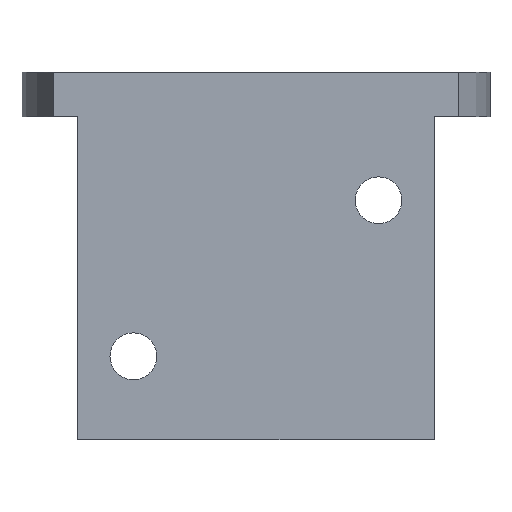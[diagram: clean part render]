
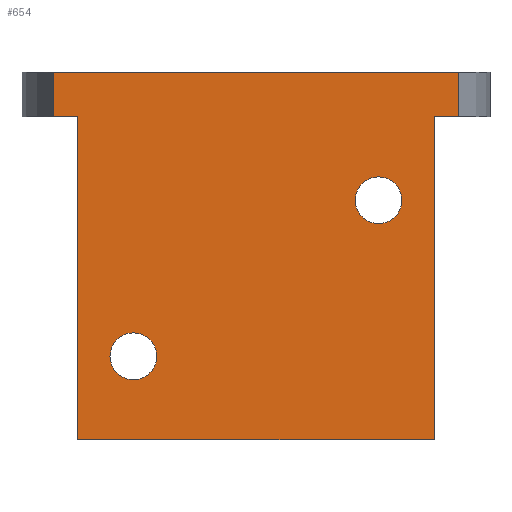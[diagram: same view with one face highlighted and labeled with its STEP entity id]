
A CAD part, front view. The second image highlights one B-rep face of the part: STEP entity #654.
In plain terms, the highlighted planar face has unit normal (0, -1, 0).
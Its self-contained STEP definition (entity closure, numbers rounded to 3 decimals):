
#12 = ORIENTED_EDGE ( 'NONE', *, *, #861, .T. ) ;
#35 = ORIENTED_EDGE ( 'NONE', *, *, #892, .F. ) ;
#39 = ORIENTED_EDGE ( 'NONE', *, *, #885, .F. ) ;
#51 = VERTEX_POINT ( 'NONE', #476 ) ;
#54 = VERTEX_POINT ( 'NONE', #489 ) ;
#56 = VERTEX_POINT ( 'NONE', #493 ) ;
#61 = VERTEX_POINT ( 'NONE', #460 ) ;
#66 = VERTEX_POINT ( 'NONE', #487 ) ;
#70 = VERTEX_POINT ( 'NONE', #490 ) ;
#72 = VERTEX_POINT ( 'NONE', #461 ) ;
#73 = VERTEX_POINT ( 'NONE', #488 ) ;
#74 = VERTEX_POINT ( 'NONE', #480 ) ;
#76 = VERTEX_POINT ( 'NONE', #481 ) ;
#77 = VERTEX_POINT ( 'NONE', #484 ) ;
#90 = VERTEX_POINT ( 'NONE', #456 ) ;
#98 = CARTESIAN_POINT ( 'NONE',  ( -16., 15.881, -4. ) ) ;
#99 = DIRECTION ( 'NONE',  ( 0., 0., -1. ) ) ;
#100 = DIRECTION ( 'NONE',  ( 0., 0., 1. ) ) ;
#101 = DIRECTION ( 'NONE',  ( 0., 0., -1. ) ) ;
#104 = DIRECTION ( 'NONE',  ( 0., -1., 0. ) ) ;
#105 = CARTESIAN_POINT ( 'NONE',  ( -11., 15.881, -25.5 ) ) ;
#108 = DIRECTION ( 'NONE',  ( 0., 0., -1. ) ) ;
#111 = DIRECTION ( 'NONE',  ( 0., -1., 0. ) ) ;
#112 = CARTESIAN_POINT ( 'NONE',  ( 18.187, 15.881, -33. ) ) ;
#113 = DIRECTION ( 'NONE',  ( 1., 0., 0. ) ) ;
#121 = CARTESIAN_POINT ( 'NONE',  ( 16., 15.881, -4. ) ) ;
#126 = CARTESIAN_POINT ( 'NONE',  ( -11., 15.881, -25.5 ) ) ;
#130 = DIRECTION ( 'NONE',  ( 0., -1., 0. ) ) ;
#132 = DIRECTION ( 'NONE',  ( 1., 0., 0. ) ) ;
#134 = CARTESIAN_POINT ( 'NONE',  ( -16., 15.881, -4. ) ) ;
#137 = CARTESIAN_POINT ( 'NONE',  ( 18.187, 15.881, -33. ) ) ;
#141 = DIRECTION ( 'NONE',  ( 1., 0., 0. ) ) ;
#159 = CARTESIAN_POINT ( 'NONE',  ( 18.187, 15.881, 0. ) ) ;
#162 = DIRECTION ( 'NONE',  ( 0., 0., 1. ) ) ;
#165 = DIRECTION ( 'NONE',  ( 0., 0., 1. ) ) ;
#166 = DIRECTION ( 'NONE',  ( 0., 0., -1. ) ) ;
#167 = CARTESIAN_POINT ( 'NONE',  ( -18.187, 15.881, -33. ) ) ;
#168 = CARTESIAN_POINT ( 'NONE',  ( 11., 15.881, -11.5 ) ) ;
#227 = DIRECTION ( 'NONE',  ( 1., 0., 0. ) ) ;
#239 = CARTESIAN_POINT ( 'NONE',  ( 19.969, 15.881, -4. ) ) ;
#249 = CARTESIAN_POINT ( 'NONE',  ( 11., 15.881, -11.5 ) ) ;
#264 = DIRECTION ( 'NONE',  ( 0., 0., -1. ) ) ;
#265 = DIRECTION ( 'NONE',  ( 0., -1., 0. ) ) ;
#289 = VECTOR ( 'NONE', #227, 1000. ) ;
#301 = FACE_BOUND ( 'NONE', #615, .T. ) ;
#303 = FACE_OUTER_BOUND ( 'NONE', #621, .T. ) ;
#305 = FACE_BOUND ( 'NONE', #614, .T. ) ;
#350 = LINE ( 'NONE', #239, #289 ) ;
#359 = ORIENTED_EDGE ( 'NONE', *, *, #880, .F. ) ;
#361 = ORIENTED_EDGE ( 'NONE', *, *, #865, .F. ) ;
#366 = ORIENTED_EDGE ( 'NONE', *, *, #879, .T. ) ;
#368 = ORIENTED_EDGE ( 'NONE', *, *, #889, .T. ) ;
#372 = ORIENTED_EDGE ( 'NONE', *, *, #897, .F. ) ;
#373 = ORIENTED_EDGE ( 'NONE', *, *, #901, .T. ) ;
#380 = ORIENTED_EDGE ( 'NONE', *, *, #896, .T. ) ;
#383 = ORIENTED_EDGE ( 'NONE', *, *, #877, .T. ) ;
#385 = ORIENTED_EDGE ( 'NONE', *, *, #900, .F. ) ;
#456 = CARTESIAN_POINT ( 'NONE',  ( 16., 15.881, -4. ) ) ;
#460 = CARTESIAN_POINT ( 'NONE',  ( 18.187, 15.881, -4. ) ) ;
#461 = CARTESIAN_POINT ( 'NONE',  ( -11., 15.881, -23.4 ) ) ;
#476 = CARTESIAN_POINT ( 'NONE',  ( 18.187, 15.881, 0. ) ) ;
#480 = CARTESIAN_POINT ( 'NONE',  ( 11., 15.881, -13.6 ) ) ;
#481 = CARTESIAN_POINT ( 'NONE',  ( -18.187, 15.881, -4. ) ) ;
#484 = CARTESIAN_POINT ( 'NONE',  ( -18.187, 15.881, 0. ) ) ;
#487 = CARTESIAN_POINT ( 'NONE',  ( 11., 15.881, -9.4 ) ) ;
#488 = CARTESIAN_POINT ( 'NONE',  ( -16., 15.881, -33. ) ) ;
#489 = CARTESIAN_POINT ( 'NONE',  ( -16., 15.881, -4. ) ) ;
#490 = CARTESIAN_POINT ( 'NONE',  ( 16., 15.881, -33. ) ) ;
#493 = CARTESIAN_POINT ( 'NONE',  ( -11., 15.881, -27.6 ) ) ;
#541 = DIRECTION ( 'NONE',  ( 0., -1., 0. ) ) ;
#547 = PLANE ( 'NONE',  #835 ) ;
#549 = CARTESIAN_POINT ( 'NONE',  ( 18.187, 15.881, -33. ) ) ;
#566 = DIRECTION ( 'NONE',  ( 0., 0., -1. ) ) ;
#614 = EDGE_LOOP ( 'NONE', ( #361, #35 ) ) ;
#615 = EDGE_LOOP ( 'NONE', ( #39, #359 ) ) ;
#621 = EDGE_LOOP ( 'NONE', ( #12, #380, #372, #385, #373, #383, #368, #366 ) ) ;
#654 = ADVANCED_FACE ( 'NONE', ( #303, #301, #305 ), #547, .T. ) ;
#710 = AXIS2_PLACEMENT_3D ( 'NONE', #249, #265, #264 ) ;
#715 = AXIS2_PLACEMENT_3D ( 'NONE', #126, #104, #101 ) ;
#723 = AXIS2_PLACEMENT_3D ( 'NONE', #105, #111, #99 ) ;
#735 = AXIS2_PLACEMENT_3D ( 'NONE', #168, #130, #166 ) ;
#750 = CIRCLE ( 'NONE', #735, 2.1 ) ;
#751 = VECTOR ( 'NONE', #113, 1000. ) ;
#756 = VECTOR ( 'NONE', #162, 1000. ) ;
#757 = LINE ( 'NONE', #134, #765 ) ;
#758 = LINE ( 'NONE', #159, #763 ) ;
#760 = LINE ( 'NONE', #112, #751 ) ;
#762 = LINE ( 'NONE', #137, #756 ) ;
#763 = VECTOR ( 'NONE', #141, 1000. ) ;
#765 = VECTOR ( 'NONE', #132, 1000. ) ;
#774 = CIRCLE ( 'NONE', #710, 2.1 ) ;
#787 = LINE ( 'NONE', #167, #789 ) ;
#789 = VECTOR ( 'NONE', #165, 1000. ) ;
#790 = VECTOR ( 'NONE', #108, 1000. ) ;
#791 = VECTOR ( 'NONE', #100, 1000. ) ;
#795 = LINE ( 'NONE', #98, #790 ) ;
#797 = CIRCLE ( 'NONE', #723, 2.1 ) ;
#798 = LINE ( 'NONE', #121, #791 ) ;
#802 = CIRCLE ( 'NONE', #715, 2.1 ) ;
#835 = AXIS2_PLACEMENT_3D ( 'NONE', #549, #541, #566 ) ;
#861 = EDGE_CURVE ( 'NONE', #90, #61, #350, .T. ) ;
#865 = EDGE_CURVE ( 'NONE', #74, #66, #774, .T. ) ;
#877 = EDGE_CURVE ( 'NONE', #54, #73, #795, .T. ) ;
#879 = EDGE_CURVE ( 'NONE', #70, #90, #798, .T. ) ;
#880 = EDGE_CURVE ( 'NONE', #72, #56, #797, .T. ) ;
#885 = EDGE_CURVE ( 'NONE', #56, #72, #802, .T. ) ;
#889 = EDGE_CURVE ( 'NONE', #73, #70, #760, .T. ) ;
#892 = EDGE_CURVE ( 'NONE', #66, #74, #750, .T. ) ;
#896 = EDGE_CURVE ( 'NONE', #61, #51, #762, .T. ) ;
#897 = EDGE_CURVE ( 'NONE', #77, #51, #758, .T. ) ;
#900 = EDGE_CURVE ( 'NONE', #76, #77, #787, .T. ) ;
#901 = EDGE_CURVE ( 'NONE', #76, #54, #757, .T. ) ;
